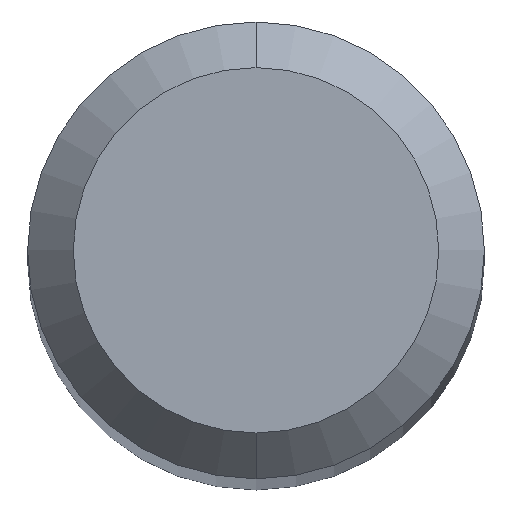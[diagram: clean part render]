
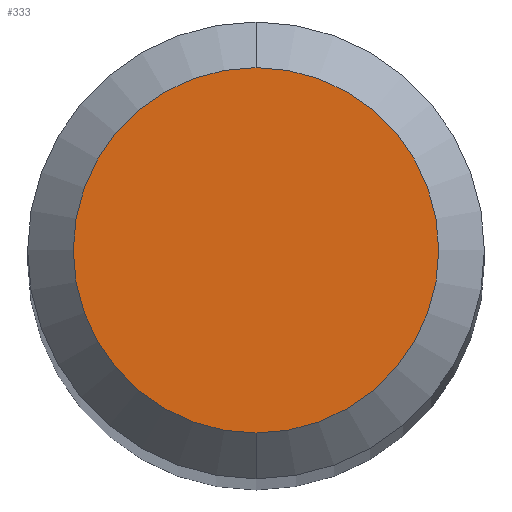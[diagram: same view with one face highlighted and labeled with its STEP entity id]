
A CAD part, top view. The second image highlights one B-rep face of the part: STEP entity #333.
In plain terms, the highlighted planar face has unit normal (0, 0, 1).
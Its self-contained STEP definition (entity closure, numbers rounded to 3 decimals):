
#317=VERTEX_POINT('',#626);
#329=EDGE_CURVE('',#355,#317,#639,.T.);
#333=ADVANCED_FACE('',(#643),#644,.T.);
#355=VERTEX_POINT('',#670);
#409=EDGE_CURVE('',#317,#355,#727,.T.);
#626=CARTESIAN_POINT('',(0.,-1.2,0.0));
#639=CIRCLE('',#1136,1.2);
#643=FACE_OUTER_BOUND('',#1141,.T.);
#644=PLANE('',#1142);
#670=CARTESIAN_POINT('',(0.0,1.2,0.0));
#727=CIRCLE('',#1314,1.2);
#1136=AXIS2_PLACEMENT_3D('',#1589,#1590,#1591);
#1141=EDGE_LOOP('',(#1596,#1597));
#1142=AXIS2_PLACEMENT_3D('',#1598,#1599,#1600);
#1314=AXIS2_PLACEMENT_3D('',#1685,#1686,#1687);
#1589=CARTESIAN_POINT('',(0.0,0.0,0.0));
#1590=DIRECTION('',(0.0,0.0,-1.0));
#1591=DIRECTION('',(0.0,1.0,0.0));
#1596=ORIENTED_EDGE('',*,*,#329,.F.);
#1597=ORIENTED_EDGE('',*,*,#409,.F.);
#1598=CARTESIAN_POINT('',(0.0,0.6,0.0));
#1599=DIRECTION('',(-0.0,0.0,1.0));
#1600=DIRECTION('',(0.0,-1.0,0.0));
#1685=CARTESIAN_POINT('',(0.0,0.0,0.0));
#1686=DIRECTION('',(0.0,0.0,-1.0));
#1687=DIRECTION('',(0.0,1.0,0.0));
